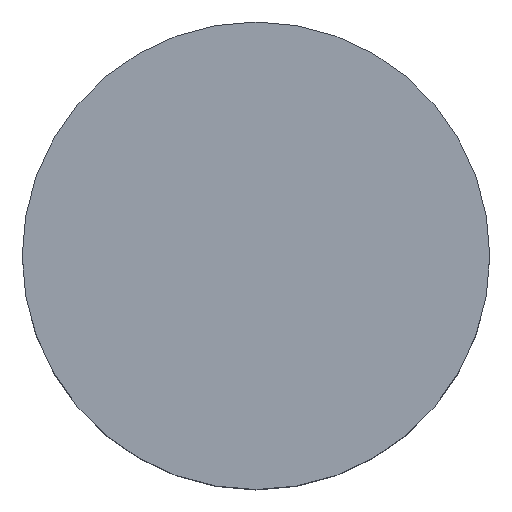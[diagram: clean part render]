
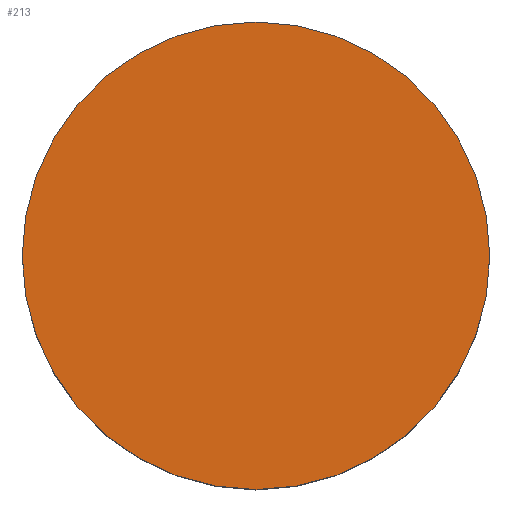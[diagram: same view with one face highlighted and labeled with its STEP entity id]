
A CAD part, top view. The second image highlights one B-rep face of the part: STEP entity #213.
In plain terms, the highlighted planar face has unit normal (0, 0, 1).
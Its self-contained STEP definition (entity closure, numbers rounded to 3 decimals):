
#46 = CIRCLE ( 'NONE', #131, 2. ) ;
#48 = ORIENTED_EDGE ( 'NONE', *, *, #93, .T. ) ;
#55 = PLANE ( 'NONE',  #133 ) ;
#62 = DIRECTION ( 'NONE',  ( 0., 0., 1. ) ) ;
#76 = VERTEX_POINT ( 'NONE', #214 ) ;
#93 = EDGE_CURVE ( 'NONE', #76, #250, #265, .T. ) ;
#105 = ORIENTED_EDGE ( 'NONE', *, *, #322, .T. ) ;
#106 = FACE_OUTER_BOUND ( 'NONE', #233, .T. ) ;
#113 = CARTESIAN_POINT ( 'NONE',  ( 0., 0., 0. ) ) ;
#131 = AXIS2_PLACEMENT_3D ( 'NONE', #134, #282, #245 ) ;
#133 = AXIS2_PLACEMENT_3D ( 'NONE', #175, #300, #338 ) ;
#134 = CARTESIAN_POINT ( 'NONE',  ( 0., 0., 0. ) ) ;
#148 = CARTESIAN_POINT ( 'NONE',  ( 2., 0., 0. ) ) ;
#175 = CARTESIAN_POINT ( 'NONE',  ( 0., 0., 0. ) ) ;
#178 = AXIS2_PLACEMENT_3D ( 'NONE', #113, #62, #332 ) ;
#213 = ADVANCED_FACE ( 'NONE', ( #106 ), #55, .T. ) ;
#214 = CARTESIAN_POINT ( 'NONE',  ( -2., 0., 0. ) ) ;
#233 = EDGE_LOOP ( 'NONE', ( #105, #48 ) ) ;
#245 = DIRECTION ( 'NONE',  ( 1., 0., 0. ) ) ;
#250 = VERTEX_POINT ( 'NONE', #148 ) ;
#265 = CIRCLE ( 'NONE', #178, 2. ) ;
#282 = DIRECTION ( 'NONE',  ( 0., 0., 1. ) ) ;
#300 = DIRECTION ( 'NONE',  ( 0., 0., 1. ) ) ;
#322 = EDGE_CURVE ( 'NONE', #250, #76, #46, .T. ) ;
#332 = DIRECTION ( 'NONE',  ( 1., 0., 0. ) ) ;
#338 = DIRECTION ( 'NONE',  ( 1., 0., 0. ) ) ;
